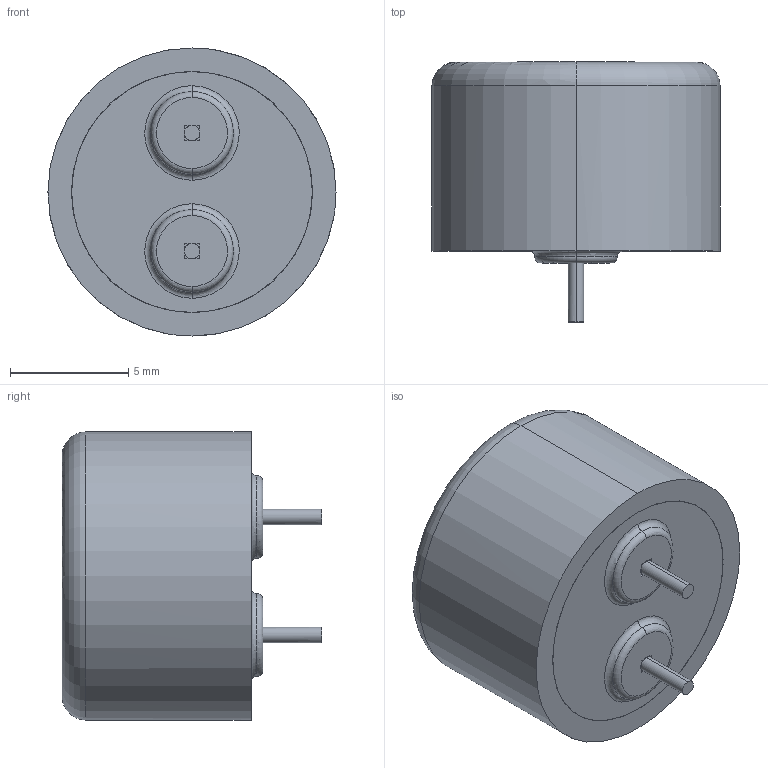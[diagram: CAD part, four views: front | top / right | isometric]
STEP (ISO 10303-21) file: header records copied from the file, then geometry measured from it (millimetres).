
FILE_DESCRIPTION((' '),'2;1');
FILE_NAME( 'Buzzer_TDK_pitch_5.stp', '2019-06-26T16:33:14', (' '), ('--- Datakit www.datakit.com---'), ' Datakit CrossCadWare V2018.4 Sep 24 2018', 'DATAKIT 2019 (c)', ' ');
FILE_SCHEMA(('AP242_MANAGED_MODEL_BASED_3D_ENGINEERING_MIM_LF { 1 0 10303 442 1 1 4 }'));
Length unit declared in the file: millimetre
Products named in the file (1): Buzzer TDK pitch 5
Bounding box: 12.2 x 11 x 12.2 mm (x, y, z)
Volume: 452.1 mm3; surface area: 1286.9 mm2
Topology: 3 solids, 3 shells, 127 faces, 331 edges, 210 vertices
Faces by surface type: plane 79, cylinder 22, torus 16, extrusion 7, cone 3
Entity records: 4764 total; most frequent: CARTESIAN_POINT 1753, ORIENTED_EDGE 662, DIRECTION 479, EDGE_CURVE 331, VECTOR 213, VERTEX_POINT 210, LINE 206, EDGE_LOOP 145
